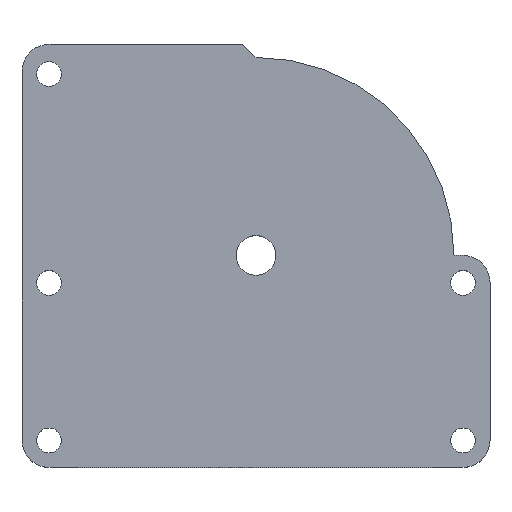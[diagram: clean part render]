
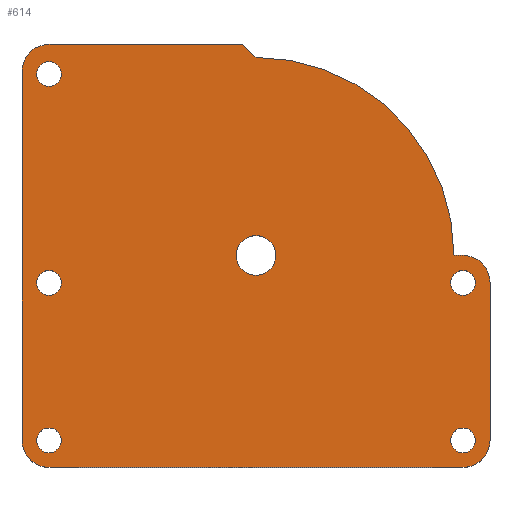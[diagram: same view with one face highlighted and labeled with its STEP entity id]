
A CAD part, top view. The second image highlights one B-rep face of the part: STEP entity #614.
In plain terms, the highlighted planar face has unit normal (0, 0, 1).
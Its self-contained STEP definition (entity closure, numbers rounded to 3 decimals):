
#61=CIRCLE('',#656,2.2);
#65=CIRCLE('',#663,3.);
#66=CIRCLE('',#666,3.);
#67=CIRCLE('',#667,3.);
#68=CIRCLE('',#668,3.);
#69=CIRCLE('',#669,22.);
#70=CIRCLE('',#670,1.375);
#71=CIRCLE('',#671,1.375);
#72=CIRCLE('',#672,1.375);
#73=CIRCLE('',#673,1.375);
#74=CIRCLE('',#674,1.375);
#78=VERTEX_POINT('',#855);
#79=VERTEX_POINT('',#857);
#81=VERTEX_POINT('',#863);
#108=VERTEX_POINT('',#924);
#109=VERTEX_POINT('',#926);
#119=VERTEX_POINT('',#958);
#123=VERTEX_POINT('',#969);
#124=VERTEX_POINT('',#970);
#125=VERTEX_POINT('',#975);
#126=VERTEX_POINT('',#979);
#127=VERTEX_POINT('',#981);
#128=VERTEX_POINT('',#985);
#129=VERTEX_POINT('',#988);
#130=VERTEX_POINT('',#990);
#131=VERTEX_POINT('',#992);
#132=VERTEX_POINT('',#994);
#133=VERTEX_POINT('',#996);
#138=VECTOR('',#696,1.);
#142=VECTOR('',#701,1.);
#161=VECTOR('',#746,1.);
#178=VECTOR('',#789,1.);
#180=VECTOR('',#794,1.);
#181=VECTOR('',#799,1.);
#192=LINE('',#856,#138);
#196=LINE('',#864,#142);
#215=LINE('',#925,#161);
#232=LINE('',#974,#178);
#234=LINE('',#980,#180);
#235=LINE('',#984,#181);
#246=EDGE_CURVE('',#78,#79,#192,.T.);
#250=EDGE_CURVE('',#81,#78,#196,.T.);
#281=EDGE_CURVE('',#108,#109,#215,.T.);
#298=EDGE_CURVE('',#119,#119,#61,.T.);
#302=EDGE_CURVE('',#123,#124,#65,.T.);
#305=EDGE_CURVE('',#124,#125,#232,.T.);
#307=EDGE_CURVE('',#126,#81,#66,.T.);
#308=EDGE_CURVE('',#127,#126,#234,.T.);
#309=EDGE_CURVE('',#109,#127,#67,.T.);
#310=EDGE_CURVE('',#125,#108,#68,.T.);
#311=EDGE_CURVE('',#123,#128,#235,.T.);
#312=EDGE_CURVE('',#128,#79,#69,.T.);
#313=EDGE_CURVE('',#129,#129,#70,.T.);
#314=EDGE_CURVE('',#130,#130,#71,.T.);
#315=EDGE_CURVE('',#131,#131,#72,.T.);
#316=EDGE_CURVE('',#132,#132,#73,.T.);
#317=EDGE_CURVE('',#133,#133,#74,.T.);
#417=ORIENTED_EDGE('',*,*,#246,.F.);
#418=ORIENTED_EDGE('',*,*,#250,.F.);
#419=ORIENTED_EDGE('',*,*,#307,.F.);
#420=ORIENTED_EDGE('',*,*,#308,.F.);
#421=ORIENTED_EDGE('',*,*,#309,.F.);
#422=ORIENTED_EDGE('',*,*,#281,.F.);
#423=ORIENTED_EDGE('',*,*,#310,.F.);
#424=ORIENTED_EDGE('',*,*,#305,.F.);
#425=ORIENTED_EDGE('',*,*,#302,.F.);
#426=ORIENTED_EDGE('',*,*,#311,.T.);
#427=ORIENTED_EDGE('',*,*,#312,.T.);
#428=ORIENTED_EDGE('',*,*,#298,.T.);
#429=ORIENTED_EDGE('',*,*,#313,.T.);
#430=ORIENTED_EDGE('',*,*,#314,.T.);
#431=ORIENTED_EDGE('',*,*,#315,.T.);
#432=ORIENTED_EDGE('',*,*,#316,.T.);
#433=ORIENTED_EDGE('',*,*,#317,.T.);
#516=EDGE_LOOP('',(#417,#418,#419,#420,#421,#422,#423,#424,#425,#426,#427));
#517=EDGE_LOOP('',(#428));
#518=EDGE_LOOP('',(#429));
#519=EDGE_LOOP('',(#430));
#520=EDGE_LOOP('',(#431));
#521=EDGE_LOOP('',(#432));
#522=EDGE_LOOP('',(#433));
#569=FACE_BOUND('',#516,.T.);
#570=FACE_BOUND('',#517,.T.);
#571=FACE_BOUND('',#518,.T.);
#572=FACE_BOUND('',#519,.T.);
#573=FACE_BOUND('',#520,.T.);
#574=FACE_BOUND('',#521,.T.);
#575=FACE_BOUND('',#522,.T.);
#614=ADVANCED_FACE('',(#569,#570,#571,#572,#573,#574,#575),#1037,.T.);
#656=AXIS2_PLACEMENT_3D('',#957,#771,#772);
#663=AXIS2_PLACEMENT_3D('',#968,#784,#785);
#665=AXIS2_PLACEMENT_3D('',#977,#791,$);
#666=AXIS2_PLACEMENT_3D('',#978,#792,#793);
#667=AXIS2_PLACEMENT_3D('',#982,#795,#796);
#668=AXIS2_PLACEMENT_3D('',#983,#797,#798);
#669=AXIS2_PLACEMENT_3D('',#986,#800,#801);
#670=AXIS2_PLACEMENT_3D('',#987,#802,#803);
#671=AXIS2_PLACEMENT_3D('',#989,#804,#805);
#672=AXIS2_PLACEMENT_3D('',#991,#806,#807);
#673=AXIS2_PLACEMENT_3D('',#993,#808,#809);
#674=AXIS2_PLACEMENT_3D('',#995,#810,#811);
#696=DIRECTION('',(0.707,-0.707,0.));
#701=DIRECTION('',(1.,0.,0.));
#746=DIRECTION('',(-1.,0.,0.));
#771=DIRECTION('',(0.,0.,-1.));
#772=DIRECTION('',(-2.2,0.,0.));
#784=DIRECTION('',(0.,0.,-1.));
#785=DIRECTION('',(2.121,2.121,0.));
#789=DIRECTION('',(0.,-1.,0.));
#791=DIRECTION('',(0.,0.,1.));
#792=DIRECTION('',(0.,0.,-1.));
#793=DIRECTION('',(-2.121,2.121,0.));
#794=DIRECTION('',(0.,1.,0.));
#795=DIRECTION('',(0.,0.,-1.));
#796=DIRECTION('',(-2.121,-2.121,0.));
#797=DIRECTION('',(0.,0.,-1.));
#798=DIRECTION('',(2.121,-2.121,0.));
#799=DIRECTION('',(-1.,0.,0.));
#800=DIRECTION('',(0.,0.,1.));
#801=DIRECTION('',(22.,0.,0.));
#802=DIRECTION('',(0.,0.,-1.));
#803=DIRECTION('',(1.375,0.,0.));
#804=DIRECTION('',(0.,0.,-1.));
#805=DIRECTION('',(1.375,0.,0.));
#806=DIRECTION('',(0.,0.,-1.));
#807=DIRECTION('',(1.375,0.,0.));
#808=DIRECTION('',(0.,0.,-1.));
#809=DIRECTION('',(1.375,0.,0.));
#810=DIRECTION('',(0.,0.,-1.));
#811=DIRECTION('',(1.375,0.,0.));
#855=CARTESIAN_POINT('',(-1.45,23.45,7.9));
#856=CARTESIAN_POINT('',(5.15,16.85,7.9));
#857=CARTESIAN_POINT('',(0.,22.,7.9));
#863=CARTESIAN_POINT('',(-23.,23.45,7.9));
#864=CARTESIAN_POINT('',(26.,23.45,7.9));
#924=CARTESIAN_POINT('',(23.,-23.55,7.9));
#925=CARTESIAN_POINT('',(-26.,-23.55,7.9));
#926=CARTESIAN_POINT('',(-23.,-23.55,7.9));
#957=CARTESIAN_POINT('',(0.,0.,7.9));
#958=CARTESIAN_POINT('',(2.2,0.,7.9));
#968=CARTESIAN_POINT('',(23.,-3.,7.9));
#969=CARTESIAN_POINT('',(23.,0.,7.9));
#970=CARTESIAN_POINT('',(26.,-3.,7.9));
#974=CARTESIAN_POINT('',(26.,-23.55,7.9));
#975=CARTESIAN_POINT('',(26.,-20.55,7.9));
#977=CARTESIAN_POINT('',(0.,-0.05,7.9));
#978=CARTESIAN_POINT('',(-23.,20.45,7.9));
#979=CARTESIAN_POINT('',(-26.,20.45,7.9));
#980=CARTESIAN_POINT('',(-26.,23.45,7.9));
#981=CARTESIAN_POINT('',(-26.,-20.55,7.9));
#982=CARTESIAN_POINT('',(-23.,-20.55,7.9));
#983=CARTESIAN_POINT('',(23.,-20.55,7.9));
#984=CARTESIAN_POINT('',(12.,0.,7.9));
#985=CARTESIAN_POINT('',(22.,0.,7.9));
#986=CARTESIAN_POINT('',(0.,0.,7.9));
#987=CARTESIAN_POINT('',(23.,-3.05,7.9));
#988=CARTESIAN_POINT('',(21.625,-3.05,7.9));
#989=CARTESIAN_POINT('',(-23.,-3.05,7.9));
#990=CARTESIAN_POINT('',(-24.375,-3.05,7.9));
#991=CARTESIAN_POINT('',(23.,-20.55,7.9));
#992=CARTESIAN_POINT('',(21.625,-20.55,7.9));
#993=CARTESIAN_POINT('',(-23.,20.15,7.9));
#994=CARTESIAN_POINT('',(-24.375,20.15,7.9));
#995=CARTESIAN_POINT('',(-23.,-20.55,7.9));
#996=CARTESIAN_POINT('',(-24.375,-20.55,7.9));
#1037=PLANE('',#665);
